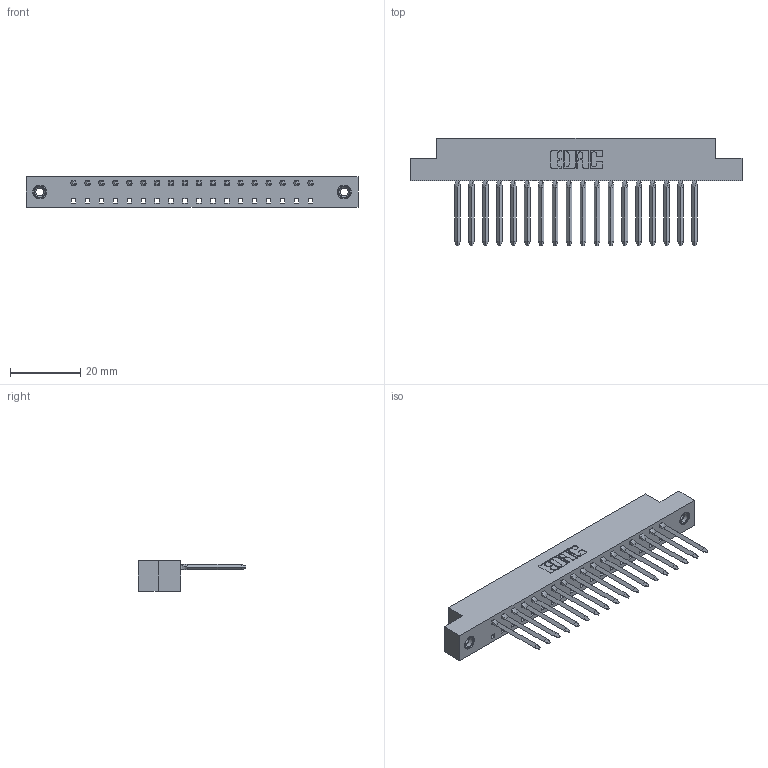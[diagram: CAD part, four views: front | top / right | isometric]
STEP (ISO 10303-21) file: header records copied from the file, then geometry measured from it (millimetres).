
FILE_DESCRIPTION (( 'STEP AP203' ), '1' );
FILE_NAME ('338-018-541-108.STEP', '2020-03-24T17:21:44', ( '' ), ( '' ), 'SwSTEP 2.0', 'SolidWorks 2016', '' );
FILE_SCHEMA (( 'CONFIG_CONTROL_DESIGN' ));
Length unit declared in the file: inch
Products named in the file (4): 338-018-541-108; 338-290-001_541; 345-250-001_345-250-003-102; 338-210-001_338-210-018-004
Assembly tree (21 placements, depth 2):
  338-018-541-108
    338-210-001_338-210-018-004
    338-290-001_541  x18
    345-250-001_345-250-003-102  x2
Bounding box: 94.34 x 30.56 x 8.71 mm (x, y, z)
Volume: 6580.7 mm3; surface area: 10447.3 mm2
Topology: 21 solids, 21 shells, 1828 faces, 5013 edges, 3202 vertices
Faces by surface type: plane 1252, cylinder 488, bspline 72, cone 12, torus 4
Entity records: 38237 total; most frequent: CARTESIAN_POINT 7665, ORIENTED_EDGE 6424, DIRECTION 6005, EDGE_CURVE 3212, LINE 2373, VECTOR 2373, VERTEX_POINT 2084, AXIS2_PLACEMENT_3D 1816
